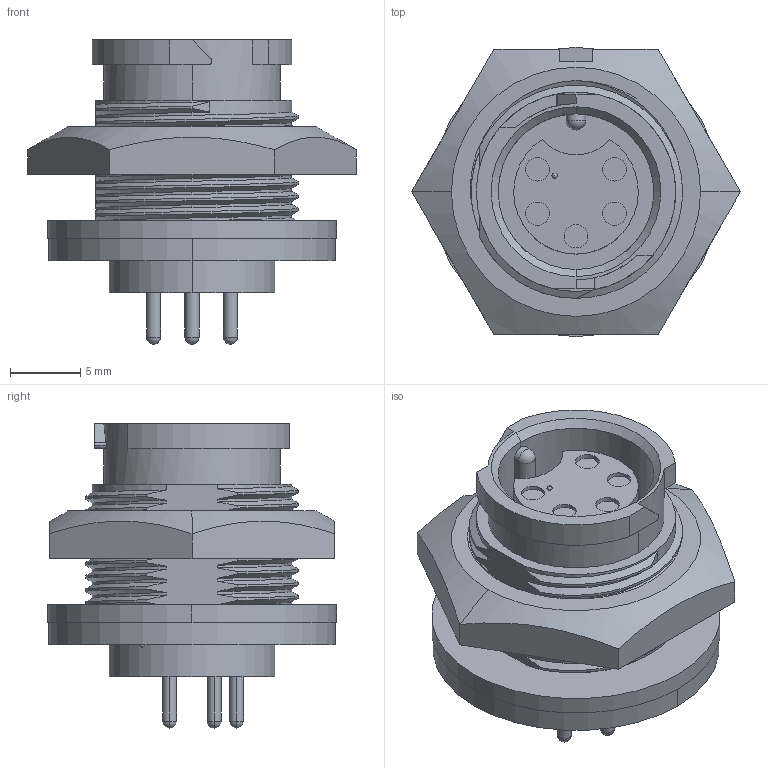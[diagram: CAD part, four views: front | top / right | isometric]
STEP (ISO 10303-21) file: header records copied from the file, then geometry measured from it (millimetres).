
FILE_DESCRIPTION (( 'STEP AP203' ), '1' );
FILE_NAME ('W7281-5SG-P-3ES.STEP', '2021-11-01T13:35:15', ( '' ), ( '' ), 'SwSTEP 2.0', 'SolidWorks 2020', '' );
FILE_SCHEMA (( 'CONFIG_CONTROL_DESIGN' ));
Length unit declared in the file: millimetre
Products named in the file (1): W7281-5SG-P-3ES
Bounding box: 23.46 x 20.62 x 21.72 mm (x, y, z)
Volume: 3324.1 mm3; surface area: 3093 mm2
Topology: 2 solids, 2 shells, 171 faces, 438 edges, 287 vertices
Faces by surface type: cylinder 89, plane 43, bspline 22, torus 10, cone 4, sphere 3
Entity records: 11443 total; most frequent: CARTESIAN_POINT 7611, ORIENTED_EDGE 864, DIRECTION 699, EDGE_CURVE 432, VERTEX_POINT 284, AXIS2_PLACEMENT_3D 271, EDGE_LOOP 192, FACE_OUTER_BOUND 171
